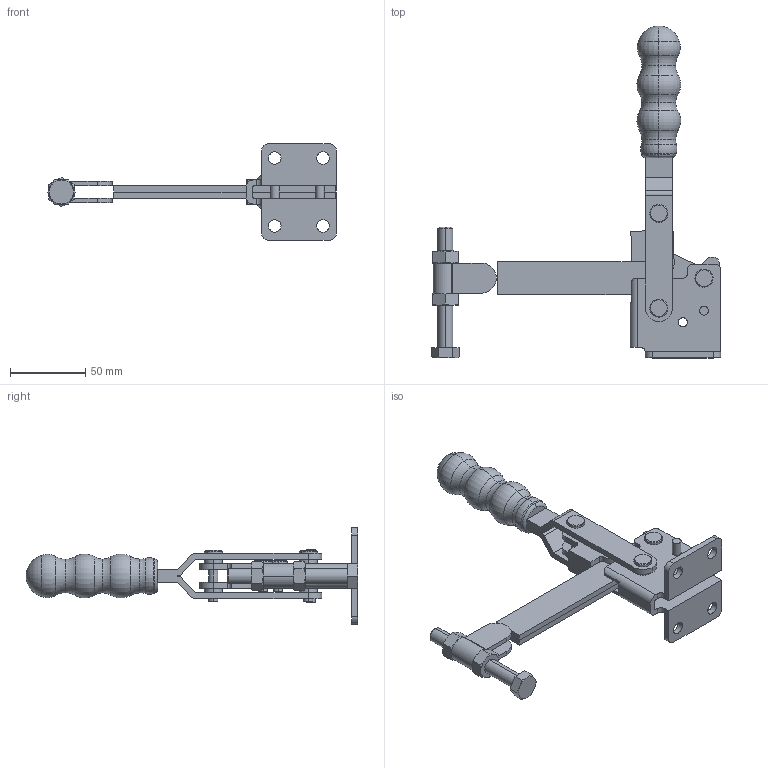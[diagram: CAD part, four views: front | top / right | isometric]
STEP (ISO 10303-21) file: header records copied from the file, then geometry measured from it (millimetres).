
FILE_DESCRIPTION (( 'STEP AP214' ), '1' );
FILE_NAME ('GH-13502-A(Â²¤Æ)-1.STEP', '2020-03-23T02:44:04', ( 'LinWei' ), ( '' ), 'SwSTEP 2.0', 'SolidWorks 2016', '' );
FILE_SCHEMA (( 'AUTOMOTIVE_DESIGN' ));
Length unit declared in the file: millimetre
Products named in the file (7): GH-SA-108015-1^GH-13502-A(簡化)-1; Group2^GH-13502-A(簡化)-1; Group4^GH-13502-A(簡化)-1; Group6^GH-13502-A(簡化)-1; Group5^GH-13502-A(簡化)-1; GH-13502-A(簡化)-1; Group1^GH-13502-A(簡化)-1
Assembly tree (6 placements, depth 2):
  GH-13502-A(簡化)-1
    Group5^GH-13502-A(簡化)-1
    Group6^GH-13502-A(簡化)-1
    Group4^GH-13502-A(簡化)-1
    Group2^GH-13502-A(簡化)-1
    GH-SA-108015-1^GH-13502-A(簡化)-1
    Group1^GH-13502-A(簡化)-1
Bounding box: 191.98 x 220.4 x 64 mm (x, y, z)
Volume: 142936.4 mm3; surface area: 66947 mm2
Topology: 5 solids, 6 shells, 324 faces, 792 edges, 491 vertices
Faces by surface type: cylinder 131, plane 119, cone 50, torus 24
Entity records: 10690 total; most frequent: CARTESIAN_POINT 2039, DIRECTION 1744, ORIENTED_EDGE 1580, EDGE_CURVE 790, AXIS2_PLACEMENT_3D 692, VERTEX_POINT 491, EDGE_LOOP 375, VECTOR 360
